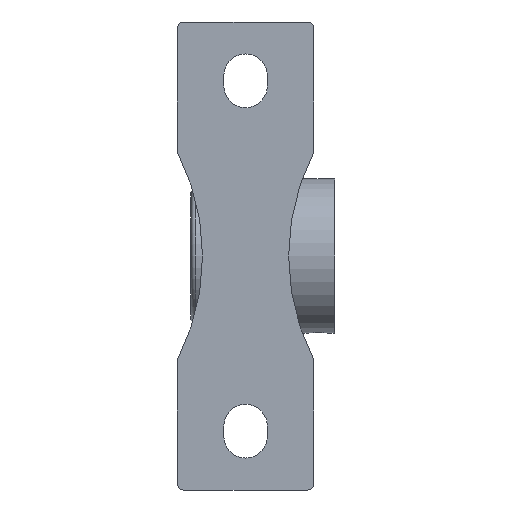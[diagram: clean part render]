
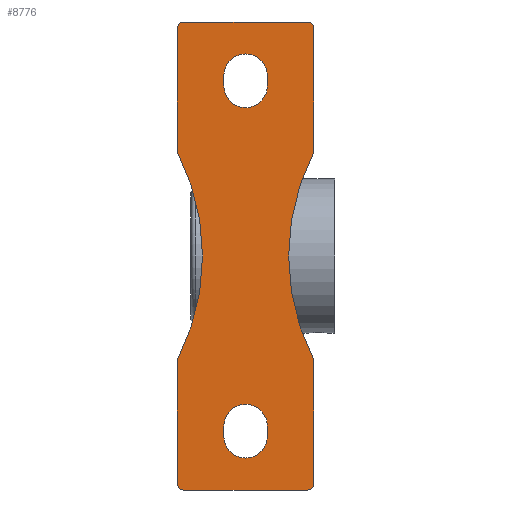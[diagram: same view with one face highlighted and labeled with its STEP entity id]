
A CAD part, front view. The second image highlights one B-rep face of the part: STEP entity #8776.
In plain terms, the highlighted face is planar.
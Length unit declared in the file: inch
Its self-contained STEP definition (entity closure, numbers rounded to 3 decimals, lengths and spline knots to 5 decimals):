
#8229=CARTESIAN_POINT('',(-1.05315,-1.62656,0.));
#8230=VERTEX_POINT('',#8229);
#8237=CARTESIAN_POINT('',(-1.05315,-3.50236,0.));
#8238=VERTEX_POINT('',#8237);
#8239=CARTESIAN_POINT('',(-1.05315,-3.56299,0.));
#8240=DIRECTION('',(0.,1.,0.));
#8241=VECTOR('',#8240,0.73851);
#8242=LINE('',#8239,#8241);
#8243=EDGE_CURVE('',#8238,#8230,#8242,.T.);
#8382=CARTESIAN_POINT('',(0.95315,3.60236,0.));
#8383=VERTEX_POINT('',#8382);
#8390=CARTESIAN_POINT('',(-0.95315,3.60236,0.));
#8391=VERTEX_POINT('',#8390);
#8392=CARTESIAN_POINT('',(-0.37526,3.60236,0.));
#8393=DIRECTION('',(1.,0.,-0.));
#8394=VECTOR('',#8393,0.75051);
#8395=LINE('',#8392,#8394);
#8396=EDGE_CURVE('',#8391,#8383,#8395,.T.);
#8413=CARTESIAN_POINT('',(1.05315,3.50236,0.));
#8414=VERTEX_POINT('',#8413);
#8421=CARTESIAN_POINT('',(0.95315,3.50236,0.));
#8422=DIRECTION('',(0.,-0.,1.));
#8423=DIRECTION('',(0.707,0.707,0.));
#8424=AXIS2_PLACEMENT_3D('',#8421,#8422,#8423);
#8425=CIRCLE('',#8424,0.1);
#8426=EDGE_CURVE('',#8414,#8383,#8425,.T.);
#8441=CARTESIAN_POINT('',(1.05315,1.62656,0.));
#8442=VERTEX_POINT('',#8441);
#8449=CARTESIAN_POINT('',(1.05315,3.56299,0.));
#8450=DIRECTION('',(0.,-1.,0.));
#8451=VECTOR('',#8450,0.73851);
#8452=LINE('',#8449,#8451);
#8453=EDGE_CURVE('',#8414,#8442,#8452,.T.);
#8558=CARTESIAN_POINT('',(0.95315,-3.60236,0.));
#8559=VERTEX_POINT('',#8558);
#8566=CARTESIAN_POINT('',(1.05315,-3.50236,0.));
#8567=VERTEX_POINT('',#8566);
#8568=CARTESIAN_POINT('',(0.95315,-3.50236,0.));
#8569=DIRECTION('',(0.,0.,1.));
#8570=DIRECTION('',(0.707,-0.707,0.));
#8571=AXIS2_PLACEMENT_3D('',#8568,#8569,#8570);
#8572=CIRCLE('',#8571,0.1);
#8573=EDGE_CURVE('',#8559,#8567,#8572,.T.);
#8584=CARTESIAN_POINT('',(0.46895,-1.87513,0.));
#8585=DIRECTION('',(0.,0.,1.));
#8586=DIRECTION('',(1.,0.,0.));
#8587=AXIS2_PLACEMENT_3D('',#8584,#8585,#8586);
#8588=PLANE('',#8587);
#8589=ORIENTED_EDGE('',*,*,#8426,.F.);
#8590=ORIENTED_EDGE('',*,*,#8453,.T.);
#8591=CARTESIAN_POINT('',(1.04224,1.58114,0.));
#8592=VERTEX_POINT('',#8591);
#8593=CARTESIAN_POINT('',(0.95315,1.62656,0.));
#8594=DIRECTION('',(0.,0.,1.));
#8595=DIRECTION('',(0.972,-0.234,0.));
#8596=AXIS2_PLACEMENT_3D('',#8593,#8594,#8595);
#8597=CIRCLE('',#8596,0.1);
#8598=EDGE_CURVE('',#8592,#8442,#8597,.T.);
#8599=ORIENTED_EDGE('',*,*,#8598,.F.);
#8600=CARTESIAN_POINT('',(0.6625,0.,0.));
#8601=VERTEX_POINT('',#8600);
#8602=CARTESIAN_POINT('',(4.1441,0.,0.));
#8603=DIRECTION('',(0.,0.,1.));
#8604=DIRECTION('',(1.,0.,-0.));
#8605=AXIS2_PLACEMENT_3D('',#8602,#8603,#8604);
#8606=CIRCLE('',#8605,3.4816);
#8607=EDGE_CURVE('',#8592,#8601,#8606,.T.);
#8608=ORIENTED_EDGE('',*,*,#8607,.T.);
#8609=CARTESIAN_POINT('',(1.04224,-1.58114,0.));
#8610=VERTEX_POINT('',#8609);
#8611=CARTESIAN_POINT('',(4.1441,0.,0.));
#8612=DIRECTION('',(0.,0.,1.));
#8613=DIRECTION('',(1.,0.,-0.));
#8614=AXIS2_PLACEMENT_3D('',#8611,#8612,#8613);
#8615=CIRCLE('',#8614,3.4816);
#8616=EDGE_CURVE('',#8601,#8610,#8615,.T.);
#8617=ORIENTED_EDGE('',*,*,#8616,.T.);
#8618=CARTESIAN_POINT('',(1.05315,-1.62656,0.));
#8619=VERTEX_POINT('',#8618);
#8620=CARTESIAN_POINT('',(0.95315,-1.62656,0.));
#8621=DIRECTION('',(0.,-0.,1.));
#8622=DIRECTION('',(0.972,0.234,0.));
#8623=AXIS2_PLACEMENT_3D('',#8620,#8621,#8622);
#8624=CIRCLE('',#8623,0.1);
#8625=EDGE_CURVE('',#8619,#8610,#8624,.T.);
#8626=ORIENTED_EDGE('',*,*,#8625,.F.);
#8627=CARTESIAN_POINT('',(1.05315,-3.56299,0.));
#8628=DIRECTION('',(0.,1.,0.));
#8629=VECTOR('',#8628,0.73851);
#8630=LINE('',#8627,#8629);
#8631=EDGE_CURVE('',#8567,#8619,#8630,.T.);
#8632=ORIENTED_EDGE('',*,*,#8631,.F.);
#8633=ORIENTED_EDGE('',*,*,#8573,.F.);
#8634=CARTESIAN_POINT('',(-0.95315,-3.60236,0.));
#8635=VERTEX_POINT('',#8634);
#8636=CARTESIAN_POINT('',(-0.37526,-3.60236,0.));
#8637=DIRECTION('',(1.,0.,-0.));
#8638=VECTOR('',#8637,0.75051);
#8639=LINE('',#8636,#8638);
#8640=EDGE_CURVE('',#8635,#8559,#8639,.T.);
#8641=ORIENTED_EDGE('',*,*,#8640,.F.);
#8642=CARTESIAN_POINT('',(-0.95315,-3.50236,0.));
#8643=DIRECTION('',(0.,0.,1.));
#8644=DIRECTION('',(-0.707,-0.707,0.));
#8645=AXIS2_PLACEMENT_3D('',#8642,#8643,#8644);
#8646=CIRCLE('',#8645,0.1);
#8647=EDGE_CURVE('',#8238,#8635,#8646,.T.);
#8648=ORIENTED_EDGE('',*,*,#8647,.F.);
#8649=ORIENTED_EDGE('',*,*,#8243,.T.);
#8650=CARTESIAN_POINT('',(-1.04224,-1.58114,0.));
#8651=VERTEX_POINT('',#8650);
#8652=CARTESIAN_POINT('',(-0.95315,-1.62656,0.));
#8653=DIRECTION('',(0.,0.,1.));
#8654=DIRECTION('',(-0.972,0.234,0.));
#8655=AXIS2_PLACEMENT_3D('',#8652,#8653,#8654);
#8656=CIRCLE('',#8655,0.1);
#8657=EDGE_CURVE('',#8651,#8230,#8656,.T.);
#8658=ORIENTED_EDGE('',*,*,#8657,.F.);
#8659=CARTESIAN_POINT('',(-0.6625,-0.,0.));
#8660=VERTEX_POINT('',#8659);
#8661=CARTESIAN_POINT('',(-4.1441,0.,0.));
#8662=DIRECTION('',(0.,0.,-1.));
#8663=DIRECTION('',(-1.,0.,0.));
#8664=AXIS2_PLACEMENT_3D('',#8661,#8662,#8663);
#8665=CIRCLE('',#8664,3.4816);
#8666=EDGE_CURVE('',#8660,#8651,#8665,.T.);
#8667=ORIENTED_EDGE('',*,*,#8666,.F.);
#8668=CARTESIAN_POINT('',(-1.04224,1.58114,0.));
#8669=VERTEX_POINT('',#8668);
#8670=CARTESIAN_POINT('',(-4.1441,0.,0.));
#8671=DIRECTION('',(0.,0.,-1.));
#8672=DIRECTION('',(-1.,0.,0.));
#8673=AXIS2_PLACEMENT_3D('',#8670,#8671,#8672);
#8674=CIRCLE('',#8673,3.4816);
#8675=EDGE_CURVE('',#8669,#8660,#8674,.T.);
#8676=ORIENTED_EDGE('',*,*,#8675,.F.);
#8677=CARTESIAN_POINT('',(-1.05315,1.62656,0.));
#8678=VERTEX_POINT('',#8677);
#8679=CARTESIAN_POINT('',(-0.95315,1.62656,0.));
#8680=DIRECTION('',(0.,0.,1.));
#8681=DIRECTION('',(-0.972,-0.234,0.));
#8682=AXIS2_PLACEMENT_3D('',#8679,#8680,#8681);
#8683=CIRCLE('',#8682,0.1);
#8684=EDGE_CURVE('',#8678,#8669,#8683,.T.);
#8685=ORIENTED_EDGE('',*,*,#8684,.F.);
#8686=CARTESIAN_POINT('',(-1.05315,3.50236,0.));
#8687=VERTEX_POINT('',#8686);
#8688=CARTESIAN_POINT('',(-1.05315,3.56299,0.));
#8689=DIRECTION('',(0.,-1.,0.));
#8690=VECTOR('',#8689,0.73851);
#8691=LINE('',#8688,#8690);
#8692=EDGE_CURVE('',#8687,#8678,#8691,.T.);
#8693=ORIENTED_EDGE('',*,*,#8692,.F.);
#8694=CARTESIAN_POINT('',(-0.95315,3.50236,0.));
#8695=DIRECTION('',(0.,0.,1.));
#8696=DIRECTION('',(-0.707,0.707,0.));
#8697=AXIS2_PLACEMENT_3D('',#8694,#8695,#8696);
#8698=CIRCLE('',#8697,0.1);
#8699=EDGE_CURVE('',#8391,#8687,#8698,.T.);
#8700=ORIENTED_EDGE('',*,*,#8699,.F.);
#8701=ORIENTED_EDGE('',*,*,#8396,.T.);
#8702=EDGE_LOOP('',(#8589,#8590,#8599,#8608,#8617,#8626,#8632,#8633,#8641,#8648,#8649,#8658,#8667,#8676,#8685,#8693,#8700,#8701));
#8703=FACE_BOUND('',#8702,.T.);
#8704=CARTESIAN_POINT('',(0.33465,2.77559,0.));
#8705=VERTEX_POINT('',#8704);
#8706=CARTESIAN_POINT('',(-0.33465,2.77559,0.));
#8707=VERTEX_POINT('',#8706);
#8708=CARTESIAN_POINT('',(0.,2.77559,0.));
#8709=DIRECTION('',(0.,0.,1.));
#8710=DIRECTION('',(-1.,0.,0.));
#8711=AXIS2_PLACEMENT_3D('',#8708,#8709,#8710);
#8712=CIRCLE('',#8711,0.33465);
#8713=EDGE_CURVE('',#8705,#8707,#8712,.T.);
#8714=ORIENTED_EDGE('',*,*,#8713,.T.);
#8715=CARTESIAN_POINT('',(-0.33465,2.61811,0.));
#8716=VERTEX_POINT('',#8715);
#8717=CARTESIAN_POINT('',(-0.33465,1.34186,0.));
#8718=DIRECTION('',(0.,-1.,0.));
#8719=VECTOR('',#8718,0.062);
#8720=LINE('',#8717,#8719);
#8721=EDGE_CURVE('',#8707,#8716,#8720,.T.);
#8722=ORIENTED_EDGE('',*,*,#8721,.T.);
#8723=CARTESIAN_POINT('',(0.33465,2.61811,0.));
#8724=VERTEX_POINT('',#8723);
#8725=CARTESIAN_POINT('',(0.,2.61811,0.));
#8726=DIRECTION('',(0.,0.,1.));
#8727=DIRECTION('',(-1.,0.,0.));
#8728=AXIS2_PLACEMENT_3D('',#8725,#8726,#8727);
#8729=CIRCLE('',#8728,0.33465);
#8730=EDGE_CURVE('',#8716,#8724,#8729,.T.);
#8731=ORIENTED_EDGE('',*,*,#8730,.T.);
#8732=CARTESIAN_POINT('',(0.33465,1.27986,0.));
#8733=DIRECTION('',(0.,1.,0.));
#8734=VECTOR('',#8733,0.062);
#8735=LINE('',#8732,#8734);
#8736=EDGE_CURVE('',#8724,#8705,#8735,.T.);
#8737=ORIENTED_EDGE('',*,*,#8736,.T.);
#8738=EDGE_LOOP('',(#8714,#8722,#8731,#8737));
#8739=FACE_BOUND('',#8738,.T.);
#8740=CARTESIAN_POINT('',(0.33465,-2.61811,0.));
#8741=VERTEX_POINT('',#8740);
#8742=CARTESIAN_POINT('',(-0.33465,-2.61811,0.));
#8743=VERTEX_POINT('',#8742);
#8744=CARTESIAN_POINT('',(-0.,-2.61811,0.));
#8745=DIRECTION('',(0.,0.,1.));
#8746=DIRECTION('',(1.,0.,-0.));
#8747=AXIS2_PLACEMENT_3D('',#8744,#8745,#8746);
#8748=CIRCLE('',#8747,0.33465);
#8749=EDGE_CURVE('',#8741,#8743,#8748,.T.);
#8750=ORIENTED_EDGE('',*,*,#8749,.T.);
#8751=CARTESIAN_POINT('',(-0.33465,-2.77559,0.));
#8752=VERTEX_POINT('',#8751);
#8753=CARTESIAN_POINT('',(-0.33465,-2.41675,0.));
#8754=DIRECTION('',(-0.,-1.,0.));
#8755=VECTOR('',#8754,0.062);
#8756=LINE('',#8753,#8755);
#8757=EDGE_CURVE('',#8743,#8752,#8756,.T.);
#8758=ORIENTED_EDGE('',*,*,#8757,.T.);
#8759=CARTESIAN_POINT('',(0.33465,-2.77559,0.));
#8760=VERTEX_POINT('',#8759);
#8761=CARTESIAN_POINT('',(0.,-2.77559,0.));
#8762=DIRECTION('',(0.,0.,1.));
#8763=DIRECTION('',(-1.,0.,0.));
#8764=AXIS2_PLACEMENT_3D('',#8761,#8762,#8763);
#8765=CIRCLE('',#8764,0.33465);
#8766=EDGE_CURVE('',#8752,#8760,#8765,.T.);
#8767=ORIENTED_EDGE('',*,*,#8766,.T.);
#8768=CARTESIAN_POINT('',(0.33465,-2.47875,0.));
#8769=DIRECTION('',(-0.,1.,0.));
#8770=VECTOR('',#8769,0.062);
#8771=LINE('',#8768,#8770);
#8772=EDGE_CURVE('',#8760,#8741,#8771,.T.);
#8773=ORIENTED_EDGE('',*,*,#8772,.T.);
#8774=EDGE_LOOP('',(#8750,#8758,#8767,#8773));
#8775=FACE_BOUND('',#8774,.T.);
#8776=ADVANCED_FACE('',(#8703,#8739,#8775),#8588,.F.);
